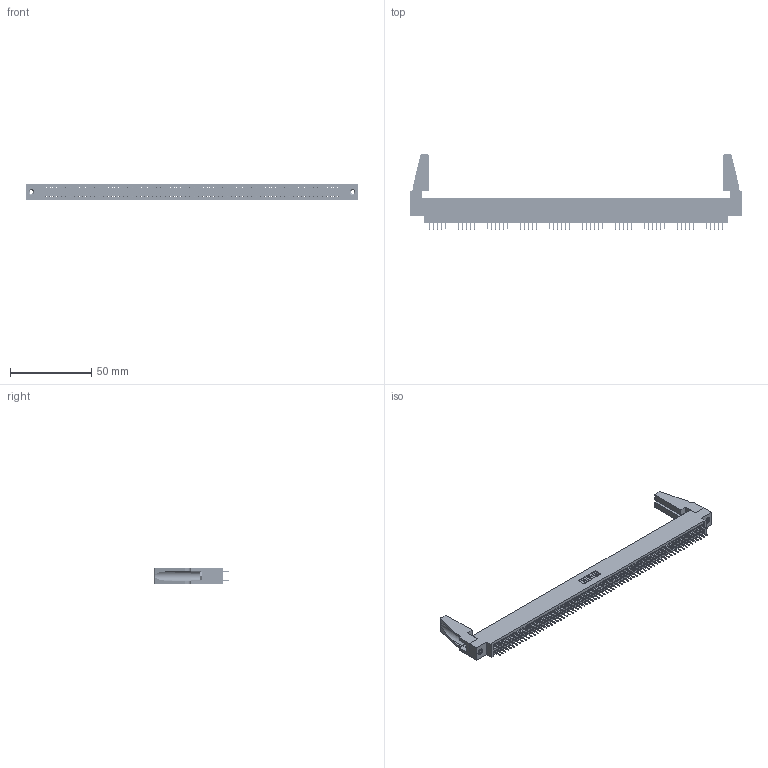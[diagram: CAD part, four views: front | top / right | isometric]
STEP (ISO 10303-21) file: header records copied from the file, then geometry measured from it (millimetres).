
FILE_DESCRIPTION (( 'STEP AP203' ), '1' );
FILE_NAME ('345-144-524-888.STEP', '2019-11-09T09:01:46', ( '' ), ( '' ), 'SwSTEP 2.0', 'SolidWorks 2016', '' );
FILE_SCHEMA (( 'CONFIG_CONTROL_DESIGN' ));
Length unit declared in the file: inch
Products named in the file (5): 345-144-524-888; 345-292-001_345-293-124; 345-250-001_345-250-001-102; 345-220-078_345-220-088; 345 Part_0.170 Offset - 0.156 Dia-TH
Assembly tree (149 placements, depth 2):
  345-144-524-888
    345 Part_0.170 Offset - 0.156 Dia-TH
    345-292-001_345-293-124  x144
    345-250-001_345-250-001-102  x2
    345-220-078_345-220-088  x2
Bounding box: 204.11 x 46.53 x 9.4 mm (x, y, z)
Volume: 23027.5 mm3; surface area: 32502.2 mm2
Topology: 149 solids, 149 shells, 8030 faces, 22699 edges, 14546 vertices
Faces by surface type: plane 5772, cylinder 2242, cone 12, torus 4
Entity records: 54808 total; most frequent: CARTESIAN_POINT 9154, ORIENTED_EDGE 9048, DIRECTION 8040, EDGE_CURVE 4524, LINE 4066, VECTOR 4066, VERTEX_POINT 3006, AXIS2_PLACEMENT_3D 1987
